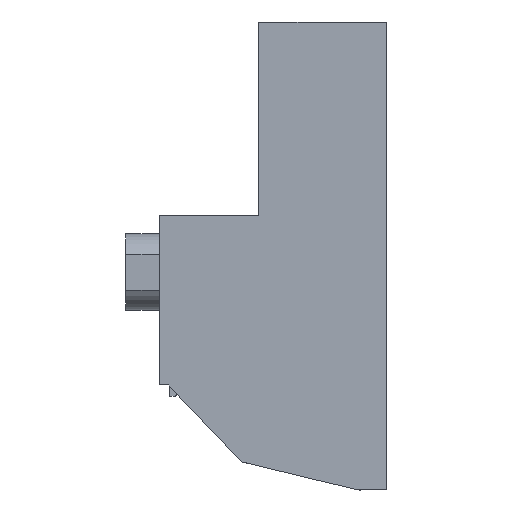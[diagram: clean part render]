
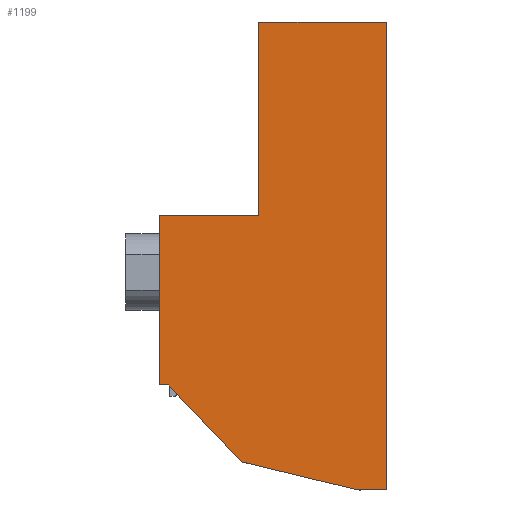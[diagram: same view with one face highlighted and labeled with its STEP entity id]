
A CAD part, left-side view. The second image highlights one B-rep face of the part: STEP entity #1199.
In plain terms, the highlighted planar face has unit normal (-1, 0, 0).
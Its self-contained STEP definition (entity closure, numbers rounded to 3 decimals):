
#1146=AXIS2_PLACEMENT_3D('Plane Axis2P3D',#1143,#1144,#1145) ;
#180=CARTESIAN_POINT('Vertex',(0.,0.,0.)) ;
#183=CARTESIAN_POINT('Line Origine',(0.,1.25,0.)) ;
#187=CARTESIAN_POINT('Vertex',(0.,2.5,0.)) ;
#412=CARTESIAN_POINT('Line Origine',(0.,7.675,1.25)) ;
#416=CARTESIAN_POINT('Vertex',(0.,12.85,2.5)) ;
#623=CARTESIAN_POINT('Vertex',(0.,0.,41.45)) ;
#626=CARTESIAN_POINT('Line Origine',(0.,0.,20.725)) ;
#1143=CARTESIAN_POINT('Axis2P3D Location',(0.,0.,41.45)) ;
#1148=CARTESIAN_POINT('Line Origine',(0.,15.7,24.3)) ;
#1152=CARTESIAN_POINT('Vertex',(0.,20.1,24.3)) ;
#1154=CARTESIAN_POINT('Vertex',(0.,11.3,24.3)) ;
#1157=CARTESIAN_POINT('Line Origine',(0.,20.1,16.8)) ;
#1161=CARTESIAN_POINT('Vertex',(0.,20.1,9.3)) ;
#1164=CARTESIAN_POINT('Line Origine',(0.,19.7,9.3)) ;
#1168=CARTESIAN_POINT('Vertex',(0.,19.3,9.3)) ;
#1171=CARTESIAN_POINT('Line Origine',(0.,16.075,5.9)) ;
#1176=CARTESIAN_POINT('Line Origine',(0.,5.65,41.45)) ;
#1180=CARTESIAN_POINT('Vertex',(0.,11.3,41.45)) ;
#1183=CARTESIAN_POINT('Line Origine',(0.,11.3,32.875)) ;
#184=DIRECTION('Vector Direction',(0.,-1.,0.)) ;
#413=DIRECTION('Vector Direction',(0.,-0.972,-0.235)) ;
#627=DIRECTION('Vector Direction',(0.,0.,-1.)) ;
#1144=DIRECTION('Axis2P3D Direction',(1.,0.,0.)) ;
#1145=DIRECTION('Axis2P3D XDirection',(0.,0.,-1.)) ;
#1149=DIRECTION('Vector Direction',(0.,-1.,0.)) ;
#1158=DIRECTION('Vector Direction',(0.,0.,-1.)) ;
#1165=DIRECTION('Vector Direction',(0.,-1.,0.)) ;
#1172=DIRECTION('Vector Direction',(0.,-0.688,-0.726)) ;
#1177=DIRECTION('Vector Direction',(0.,-1.,0.)) ;
#1184=DIRECTION('Vector Direction',(0.,0.,-1.)) ;
#185=VECTOR('Line Direction',#184,1.) ;
#414=VECTOR('Line Direction',#413,1.) ;
#628=VECTOR('Line Direction',#627,1.) ;
#1150=VECTOR('Line Direction',#1149,1.) ;
#1159=VECTOR('Line Direction',#1158,1.) ;
#1166=VECTOR('Line Direction',#1165,1.) ;
#1173=VECTOR('Line Direction',#1172,1.) ;
#1178=VECTOR('Line Direction',#1177,1.) ;
#1185=VECTOR('Line Direction',#1184,1.) ;
#1189=ORIENTED_EDGE('',*,*,#1156,.F.) ;
#1190=ORIENTED_EDGE('',*,*,#1163,.F.) ;
#1191=ORIENTED_EDGE('',*,*,#1170,.F.) ;
#1192=ORIENTED_EDGE('',*,*,#1175,.F.) ;
#1193=ORIENTED_EDGE('',*,*,#418,.F.) ;
#1194=ORIENTED_EDGE('',*,*,#189,.F.) ;
#1195=ORIENTED_EDGE('',*,*,#630,.F.) ;
#1196=ORIENTED_EDGE('',*,*,#1182,.F.) ;
#1197=ORIENTED_EDGE('',*,*,#1187,.T.) ;
#1199=ADVANCED_FACE('HOUSING',(#1198),#1147,.F.) ;
#189=EDGE_CURVE('',#181,#188,#186,.F.) ;
#418=EDGE_CURVE('',#188,#417,#415,.F.) ;
#630=EDGE_CURVE('',#624,#181,#629,.T.) ;
#1156=EDGE_CURVE('',#1153,#1155,#1151,.T.) ;
#1163=EDGE_CURVE('',#1162,#1153,#1160,.F.) ;
#1170=EDGE_CURVE('',#1169,#1162,#1167,.F.) ;
#1175=EDGE_CURVE('',#417,#1169,#1174,.F.) ;
#1182=EDGE_CURVE('',#1181,#624,#1179,.T.) ;
#1187=EDGE_CURVE('',#1181,#1155,#1186,.T.) ;
#1188=EDGE_LOOP('',(#1189,#1190,#1191,#1192,#1193,#1194,#1195,#1196,#1197)) ;
#1198=FACE_OUTER_BOUND('',#1188,.T.) ;
#186=LINE('Line',#183,#185) ;
#415=LINE('Line',#412,#414) ;
#629=LINE('Line',#626,#628) ;
#1151=LINE('Line',#1148,#1150) ;
#1160=LINE('Line',#1157,#1159) ;
#1167=LINE('Line',#1164,#1166) ;
#1174=LINE('Line',#1171,#1173) ;
#1179=LINE('Line',#1176,#1178) ;
#1186=LINE('Line',#1183,#1185) ;
#1147=PLANE('',#1146) ;
#181=VERTEX_POINT('',#180) ;
#188=VERTEX_POINT('',#187) ;
#417=VERTEX_POINT('',#416) ;
#624=VERTEX_POINT('',#623) ;
#1153=VERTEX_POINT('',#1152) ;
#1155=VERTEX_POINT('',#1154) ;
#1162=VERTEX_POINT('',#1161) ;
#1169=VERTEX_POINT('',#1168) ;
#1181=VERTEX_POINT('',#1180) ;
